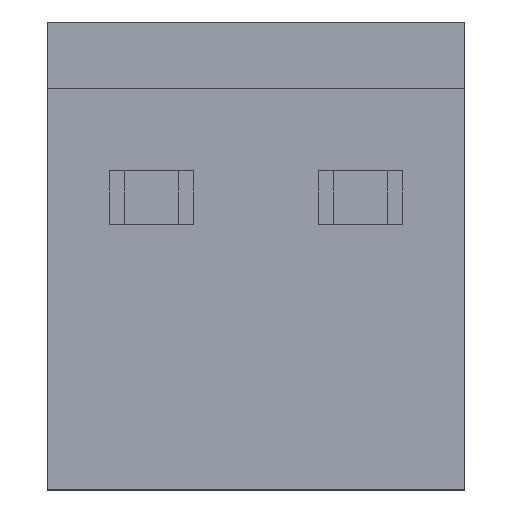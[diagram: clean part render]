
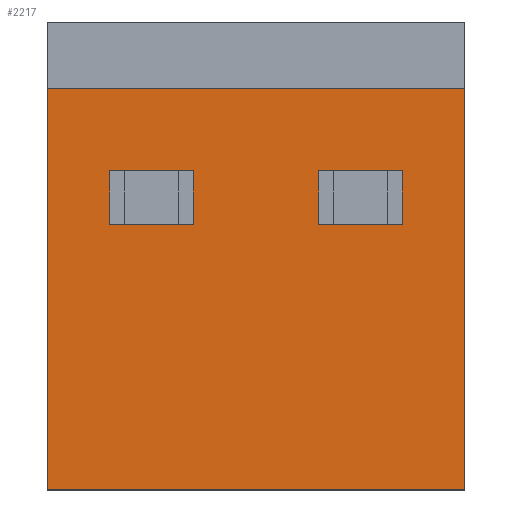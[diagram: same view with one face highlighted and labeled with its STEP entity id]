
A CAD part, front view. The second image highlights one B-rep face of the part: STEP entity #2217.
In plain terms, the highlighted planar face has unit normal (0, -1, 0).
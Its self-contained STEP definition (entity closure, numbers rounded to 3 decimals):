
#13 = DIRECTION ( 'NONE',  ( 0., 0., 1. ) ) ;
#41 = CARTESIAN_POINT ( 'NONE',  ( 2.5, 0., 0. ) ) ;
#50 = LINE ( 'NONE', #2987, #2767 ) ;
#66 = DIRECTION ( 'NONE',  ( 0., 0., 1. ) ) ;
#86 = VECTOR ( 'NONE', #66, 1000. ) ;
#113 = CARTESIAN_POINT ( 'NONE',  ( 2.5, 0., -4.8 ) ) ;
#124 = LINE ( 'NONE', #113, #2414 ) ;
#131 = DIRECTION ( 'NONE',  ( 1., 0., 0. ) ) ;
#174 = CARTESIAN_POINT ( 'NONE',  ( 1.75, 0., -0.98 ) ) ;
#176 = DIRECTION ( 'NONE',  ( 1., 0., 0. ) ) ;
#291 = LINE ( 'NONE', #2725, #673 ) ;
#411 = CARTESIAN_POINT ( 'NONE',  ( 0.75, 0., -0.98 ) ) ;
#436 = CARTESIAN_POINT ( 'NONE',  ( -0.93, 0., -0.98 ) ) ;
#541 = CARTESIAN_POINT ( 'NONE',  ( -1.75, 0., -1.62 ) ) ;
#578 = LINE ( 'NONE', #1338, #86 ) ;
#606 = EDGE_CURVE ( 'NONE', #681, #2074, #2637, .T. ) ;
#634 = EDGE_CURVE ( 'NONE', #1761, #1065, #2186, .T. ) ;
#673 = VECTOR ( 'NONE', #2978, 1000. ) ;
#674 = VERTEX_POINT ( 'NONE', #541 ) ;
#681 = VERTEX_POINT ( 'NONE', #2480 ) ;
#731 = CARTESIAN_POINT ( 'NONE',  ( 0.75, 0., -1.62 ) ) ;
#739 = CARTESIAN_POINT ( 'NONE',  ( 2.5, 0., -4.8 ) ) ;
#833 = LINE ( 'NONE', #1156, #2410 ) ;
#886 = LINE ( 'NONE', #900, #2674 ) ;
#900 = CARTESIAN_POINT ( 'NONE',  ( -2.5, 0., 0. ) ) ;
#909 = CARTESIAN_POINT ( 'NONE',  ( -0.75, 0., -0.98 ) ) ;
#921 = ORIENTED_EDGE ( 'NONE', *, *, #2950, .T. ) ;
#961 = CARTESIAN_POINT ( 'NONE',  ( -0.75, 0., 0. ) ) ;
#977 = CARTESIAN_POINT ( 'NONE',  ( 2.5, 0., 0. ) ) ;
#983 = CARTESIAN_POINT ( 'NONE',  ( -0.93, 0., -1.62 ) ) ;
#1065 = VERTEX_POINT ( 'NONE', #909 ) ;
#1156 = CARTESIAN_POINT ( 'NONE',  ( 1.57, 0., -1.62 ) ) ;
#1187 = EDGE_CURVE ( 'NONE', #1065, #2522, #2607, .T. ) ;
#1235 = ORIENTED_EDGE ( 'NONE', *, *, #1844, .T. ) ;
#1300 = VERTEX_POINT ( 'NONE', #1965 ) ;
#1338 = CARTESIAN_POINT ( 'NONE',  ( 0.75, 0., 0. ) ) ;
#1365 = EDGE_CURVE ( 'NONE', #2685, #2074, #50, .T. ) ;
#1381 = EDGE_CURVE ( 'NONE', #674, #1761, #1716, .T. ) ;
#1406 = EDGE_LOOP ( 'NONE', ( #2891, #2055, #1418, #1855 ) ) ;
#1418 = ORIENTED_EDGE ( 'NONE', *, *, #1887, .T. ) ;
#1449 = EDGE_CURVE ( 'NONE', #1651, #2562, #578, .T. ) ;
#1466 = ORIENTED_EDGE ( 'NONE', *, *, #1365, .T. ) ;
#1472 = VECTOR ( 'NONE', #13, 1000. ) ;
#1482 = EDGE_LOOP ( 'NONE', ( #2814, #921, #1235, #2423 ) ) ;
#1639 = CARTESIAN_POINT ( 'NONE',  ( 1.75, 0., -1.62 ) ) ;
#1651 = VERTEX_POINT ( 'NONE', #731 ) ;
#1675 = EDGE_LOOP ( 'NONE', ( #2643, #1466, #2253, #2768 ) ) ;
#1716 = LINE ( 'NONE', #2970, #1472 ) ;
#1737 = VECTOR ( 'NONE', #131, 1000. ) ;
#1761 = VERTEX_POINT ( 'NONE', #2231 ) ;
#1787 = VECTOR ( 'NONE', #2421, 1000. ) ;
#1821 = FACE_BOUND ( 'NONE', #1406, .T. ) ;
#1844 = EDGE_CURVE ( 'NONE', #2273, #1651, #833, .T. ) ;
#1855 = ORIENTED_EDGE ( 'NONE', *, *, #1381, .T. ) ;
#1877 = LINE ( 'NONE', #2125, #1737 ) ;
#1887 = EDGE_CURVE ( 'NONE', #2522, #674, #2224, .T. ) ;
#1941 = VECTOR ( 'NONE', #176, 1000. ) ;
#1965 = CARTESIAN_POINT ( 'NONE',  ( -2.5, 0., -4.8 ) ) ;
#1986 = FACE_BOUND ( 'NONE', #1482, .T. ) ;
#2055 = ORIENTED_EDGE ( 'NONE', *, *, #1187, .T. ) ;
#2074 = VERTEX_POINT ( 'NONE', #2143 ) ;
#2094 = VECTOR ( 'NONE', #2934, 1000. ) ;
#2096 = DIRECTION ( 'NONE',  ( 1., 0., 0. ) ) ;
#2125 = CARTESIAN_POINT ( 'NONE',  ( 1.57, 0., -0.98 ) ) ;
#2143 = CARTESIAN_POINT ( 'NONE',  ( 2.5, 0., 0. ) ) ;
#2186 = LINE ( 'NONE', #436, #2094 ) ;
#2217 = ADVANCED_FACE ( 'NONE', ( #1986, #2501, #1821 ), #2279, .F. ) ;
#2224 = LINE ( 'NONE', #983, #1787 ) ;
#2231 = CARTESIAN_POINT ( 'NONE',  ( -1.75, 0., -0.98 ) ) ;
#2253 = ORIENTED_EDGE ( 'NONE', *, *, #606, .F. ) ;
#2262 = DIRECTION ( 'NONE',  ( 0., 1., 0. ) ) ;
#2273 = VERTEX_POINT ( 'NONE', #1639 ) ;
#2279 = PLANE ( 'NONE',  #3082 ) ;
#2410 = VECTOR ( 'NONE', #2795, 1000. ) ;
#2413 = EDGE_CURVE ( 'NONE', #1300, #2685, #124, .T. ) ;
#2414 = VECTOR ( 'NONE', #2096, 1000. ) ;
#2416 = DIRECTION ( 'NONE',  ( 0., 0., -1. ) ) ;
#2421 = DIRECTION ( 'NONE',  ( -1., 0., 0. ) ) ;
#2423 = ORIENTED_EDGE ( 'NONE', *, *, #1449, .T. ) ;
#2475 = EDGE_CURVE ( 'NONE', #2562, #2920, #1877, .T. ) ;
#2480 = CARTESIAN_POINT ( 'NONE',  ( -2.5, 0., 0. ) ) ;
#2501 = FACE_OUTER_BOUND ( 'NONE', #1675, .T. ) ;
#2512 = DIRECTION ( 'NONE',  ( 0., 0., 1. ) ) ;
#2522 = VERTEX_POINT ( 'NONE', #2628 ) ;
#2562 = VERTEX_POINT ( 'NONE', #411 ) ;
#2607 = LINE ( 'NONE', #961, #3174 ) ;
#2628 = CARTESIAN_POINT ( 'NONE',  ( -0.75, 0., -1.62 ) ) ;
#2637 = LINE ( 'NONE', #977, #1941 ) ;
#2643 = ORIENTED_EDGE ( 'NONE', *, *, #2413, .T. ) ;
#2674 = VECTOR ( 'NONE', #2853, 1000. ) ;
#2685 = VERTEX_POINT ( 'NONE', #739 ) ;
#2725 = CARTESIAN_POINT ( 'NONE',  ( 1.75, 0., 0. ) ) ;
#2739 = DIRECTION ( 'NONE',  ( 0., 0., 1. ) ) ;
#2767 = VECTOR ( 'NONE', #2512, 1000. ) ;
#2768 = ORIENTED_EDGE ( 'NONE', *, *, #3175, .F. ) ;
#2795 = DIRECTION ( 'NONE',  ( -1., 0., 0. ) ) ;
#2814 = ORIENTED_EDGE ( 'NONE', *, *, #2475, .T. ) ;
#2853 = DIRECTION ( 'NONE',  ( 0., 0., 1. ) ) ;
#2891 = ORIENTED_EDGE ( 'NONE', *, *, #634, .T. ) ;
#2920 = VERTEX_POINT ( 'NONE', #174 ) ;
#2934 = DIRECTION ( 'NONE',  ( 1., 0., 0. ) ) ;
#2950 = EDGE_CURVE ( 'NONE', #2920, #2273, #291, .T. ) ;
#2970 = CARTESIAN_POINT ( 'NONE',  ( -1.75, 0., 0. ) ) ;
#2978 = DIRECTION ( 'NONE',  ( 0., 0., -1. ) ) ;
#2987 = CARTESIAN_POINT ( 'NONE',  ( 2.5, 0., 0. ) ) ;
#3082 = AXIS2_PLACEMENT_3D ( 'NONE', #41, #2262, #2739 ) ;
#3174 = VECTOR ( 'NONE', #2416, 1000. ) ;
#3175 = EDGE_CURVE ( 'NONE', #1300, #681, #886, .T. ) ;
